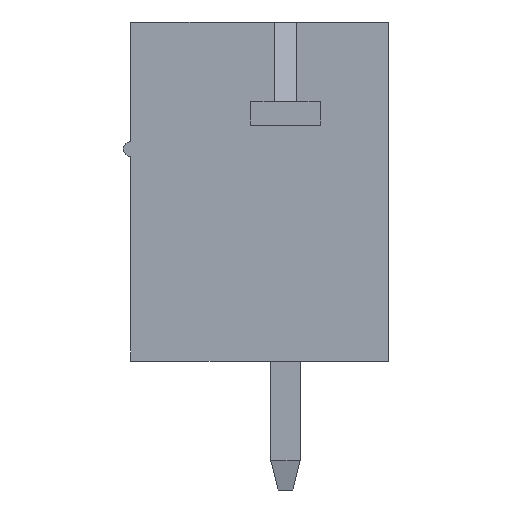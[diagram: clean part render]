
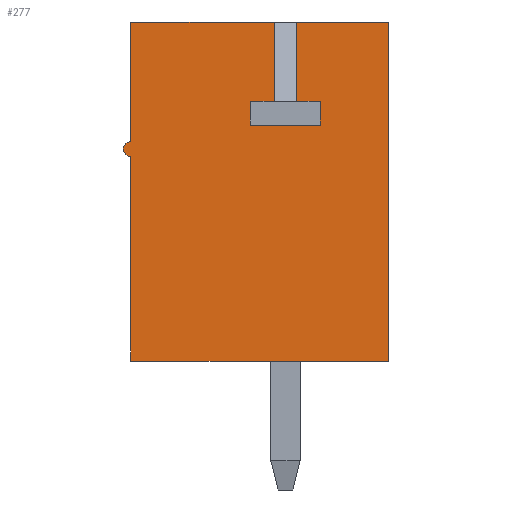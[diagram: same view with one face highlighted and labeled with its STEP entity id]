
A CAD part, left-side view. The second image highlights one B-rep face of the part: STEP entity #277.
In plain terms, the highlighted planar face has unit normal (-1, 0, 0).
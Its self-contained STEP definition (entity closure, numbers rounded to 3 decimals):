
#277 = ADVANCED_FACE( '', ( #617 ), #618, .F. );
#617 = FACE_OUTER_BOUND( '', #1037, .T. );
#618 = PLANE( '', #1038 );
#1037 = EDGE_LOOP( '', ( #1658, #1659, #1660, #1661, #1662, #1663, #1664, #1665, #1666, #1667, #1668, #1669, #1670, #1671 ) );
#1038 = AXIS2_PLACEMENT_3D( '', #1672, #1673, #1674 );
#1658 = ORIENTED_EDGE( '', *, *, #2717, .T. );
#1659 = ORIENTED_EDGE( '', *, *, #2773, .T. );
#1660 = ORIENTED_EDGE( '', *, *, #2774, .F. );
#1661 = ORIENTED_EDGE( '', *, *, #2775, .T. );
#1662 = ORIENTED_EDGE( '', *, *, #2644, .T. );
#1663 = ORIENTED_EDGE( '', *, *, #2776, .T. );
#1664 = ORIENTED_EDGE( '', *, *, #2668, .F. );
#1665 = ORIENTED_EDGE( '', *, *, #2777, .F. );
#1666 = ORIENTED_EDGE( '', *, *, #2778, .F. );
#1667 = ORIENTED_EDGE( '', *, *, #2647, .T. );
#1668 = ORIENTED_EDGE( '', *, *, #2779, .T. );
#1669 = ORIENTED_EDGE( '', *, *, #2780, .T. );
#1670 = ORIENTED_EDGE( '', *, *, #2781, .T. );
#1671 = ORIENTED_EDGE( '', *, *, #2782, .T. );
#1672 = CARTESIAN_POINT( '', ( -4.05, 0., 0. ) );
#1673 = DIRECTION( '', ( 1., 0., 0. ) );
#1674 = DIRECTION( '', ( 0., 0., -1. ) );
#2644 = EDGE_CURVE( '', #3185, #3183, #3186, .F. );
#2647 = EDGE_CURVE( '', #3126, #3189, #3190, .T. );
#2668 = EDGE_CURVE( '', #3225, #3227, #3228, .T. );
#2717 = EDGE_CURVE( '', #3308, #3309, #3310, .T. );
#2773 = EDGE_CURVE( '', #3309, #3129, #3400, .T. );
#2774 = EDGE_CURVE( '', #3401, #3129, #3402, .T. );
#2775 = EDGE_CURVE( '', #3401, #3185, #3403, .T. );
#2776 = EDGE_CURVE( '', #3183, #3227, #3404, .T. );
#2777 = EDGE_CURVE( '', #3405, #3225, #3406, .T. );
#2778 = EDGE_CURVE( '', #3126, #3405, #3407, .T. );
#2779 = EDGE_CURVE( '', #3189, #3408, #3409, .T. );
#2780 = EDGE_CURVE( '', #3408, #3410, #3411, .T. );
#2781 = EDGE_CURVE( '', #3410, #3412, #3413, .T. );
#2782 = EDGE_CURVE( '', #3412, #3308, #3414, .T. );
#3126 = VERTEX_POINT( '', #3874 );
#3129 = VERTEX_POINT( '', #3878 );
#3183 = VERTEX_POINT( '', #3957 );
#3185 = VERTEX_POINT( '', #3960 );
#3186 = CIRCLE( '', #3961, 0.2 );
#3189 = VERTEX_POINT( '', #3965 );
#3190 = LINE( '', #3966, #3967 );
#3225 = VERTEX_POINT( '', #4018 );
#3227 = VERTEX_POINT( '', #4021 );
#3228 = LINE( '', #4022, #4023 );
#3308 = VERTEX_POINT( '', #4140 );
#3309 = VERTEX_POINT( '', #4141 );
#3310 = LINE( '', #4142, #4143 );
#3400 = LINE( '', #4275, #4276 );
#3401 = VERTEX_POINT( '', #4277 );
#3402 = LINE( '', #4278, #4279 );
#3403 = LINE( '', #4280, #4281 );
#3404 = LINE( '', #4282, #4283 );
#3405 = VERTEX_POINT( '', #4284 );
#3406 = LINE( '', #4285, #4286 );
#3407 = LINE( '', #4287, #4288 );
#3408 = VERTEX_POINT( '', #4289 );
#3409 = LINE( '', #4290, #4291 );
#3410 = VERTEX_POINT( '', #4292 );
#3411 = LINE( '', #4293, #4294 );
#3412 = VERTEX_POINT( '', #4295 );
#3413 = LINE( '', #4296, #4297 );
#3414 = LINE( '', #4298, #4299 );
#3874 = CARTESIAN_POINT( '', ( -4.05, -1.1, 4.6 ) );
#3878 = CARTESIAN_POINT( '', ( -4.05, -0.5, 4.6 ) );
#3957 = CARTESIAN_POINT( '', ( -4.05, 3.4, 0.95 ) );
#3960 = CARTESIAN_POINT( '', ( -4.05, 3.4, 1.35 ) );
#3961 = AXIS2_PLACEMENT_3D( '', #4906, #4907, #4908 );
#3965 = CARTESIAN_POINT( '', ( -4.05, -1.1, 2.45 ) );
#3966 = CARTESIAN_POINT( '', ( -4.05, -1.1, 4.6 ) );
#3967 = VECTOR( '', #4910, 1000. );
#4018 = CARTESIAN_POINT( '', ( -4.05, -3.6, -4.6 ) );
#4021 = CARTESIAN_POINT( '', ( -4.05, 3.4, -4.6 ) );
#4022 = CARTESIAN_POINT( '', ( -4.05, -3.6, -4.6 ) );
#4023 = VECTOR( '', #4928, 1000. );
#4140 = CARTESIAN_POINT( '', ( -4.05, 0.15, 2.45 ) );
#4141 = CARTESIAN_POINT( '', ( -4.05, -0.5, 2.45 ) );
#4142 = CARTESIAN_POINT( '', ( -4.05, 0.15, 2.45 ) );
#4143 = VECTOR( '', #4972, 1000. );
#4275 = CARTESIAN_POINT( '', ( -4.05, -0.5, 2.45 ) );
#4276 = VECTOR( '', #5021, 1000. );
#4277 = CARTESIAN_POINT( '', ( -4.05, 3.4, 4.6 ) );
#4278 = CARTESIAN_POINT( '', ( -4.05, 3.6, 4.6 ) );
#4279 = VECTOR( '', #5022, 1000. );
#4280 = CARTESIAN_POINT( '', ( -4.05, 3.4, 0. ) );
#4281 = VECTOR( '', #5023, 1000. );
#4282 = CARTESIAN_POINT( '', ( -4.05, 3.4, 0. ) );
#4283 = VECTOR( '', #5024, 1000. );
#4284 = CARTESIAN_POINT( '', ( -4.05, -3.6, 4.6 ) );
#4285 = CARTESIAN_POINT( '', ( -4.05, -3.6, 4.6 ) );
#4286 = VECTOR( '', #5025, 1000. );
#4287 = CARTESIAN_POINT( '', ( -4.05, 3.6, 4.6 ) );
#4288 = VECTOR( '', #5026, 1000. );
#4289 = CARTESIAN_POINT( '', ( -4.05, -1.75, 2.45 ) );
#4290 = CARTESIAN_POINT( '', ( -4.05, -1.1, 2.45 ) );
#4291 = VECTOR( '', #5027, 1000. );
#4292 = CARTESIAN_POINT( '', ( -4.05, -1.75, 1.8 ) );
#4293 = CARTESIAN_POINT( '', ( -4.05, -1.75, 2.45 ) );
#4294 = VECTOR( '', #5028, 1000. );
#4295 = CARTESIAN_POINT( '', ( -4.05, 0.15, 1.8 ) );
#4296 = CARTESIAN_POINT( '', ( -4.05, -1.75, 1.8 ) );
#4297 = VECTOR( '', #5029, 1000. );
#4298 = CARTESIAN_POINT( '', ( -4.05, 0.15, 1.8 ) );
#4299 = VECTOR( '', #5030, 1000. );
#4906 = CARTESIAN_POINT( '', ( -4.05, 3.4, 1.15 ) );
#4907 = DIRECTION( '', ( 1., 0., 0. ) );
#4908 = DIRECTION( '', ( 0., 0., -1. ) );
#4910 = DIRECTION( '', ( 0., 0., -1. ) );
#4928 = DIRECTION( '', ( 0., 1., 0. ) );
#4972 = DIRECTION( '', ( 0., -1., 0. ) );
#5021 = DIRECTION( '', ( 0., 0., 1. ) );
#5022 = DIRECTION( '', ( 0., -1., 0. ) );
#5023 = DIRECTION( '', ( 0., 0., -1. ) );
#5024 = DIRECTION( '', ( 0., 0., -1. ) );
#5025 = DIRECTION( '', ( 0., 0., -1. ) );
#5026 = DIRECTION( '', ( 0., -1., 0. ) );
#5027 = DIRECTION( '', ( 0., -1., 0. ) );
#5028 = DIRECTION( '', ( 0., 0., -1. ) );
#5029 = DIRECTION( '', ( 0., 1., 0. ) );
#5030 = DIRECTION( '', ( 0., 0., 1. ) );
